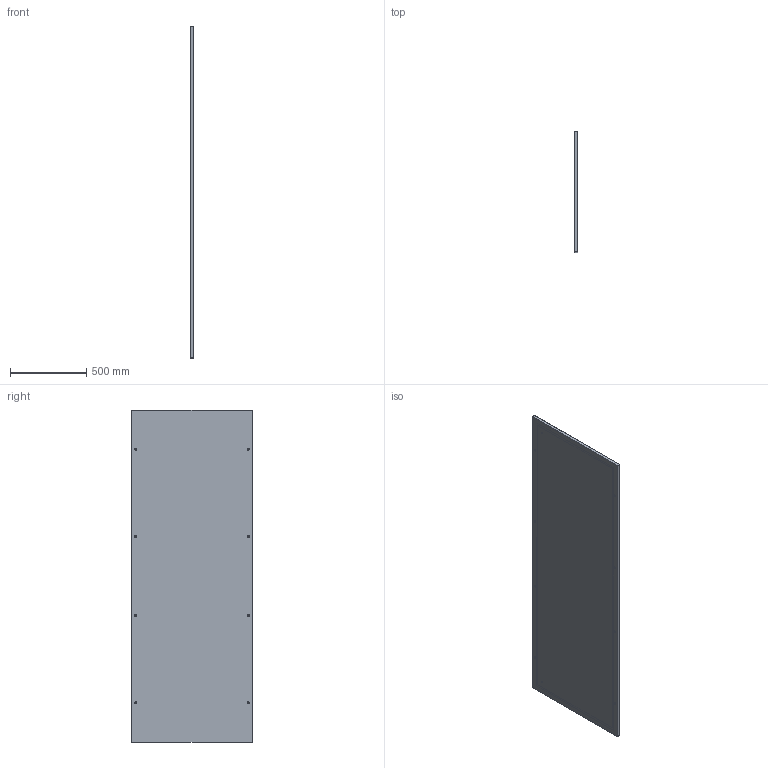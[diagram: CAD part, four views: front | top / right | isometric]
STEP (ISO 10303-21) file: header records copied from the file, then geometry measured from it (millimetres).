
FILE_DESCRIPTION (( 'STEP AP214' ), '1' );
FILE_NAME ('RPE228.STEP', '2025-05-15T18:33:43', ( '' ), ( '' ), 'SwSTEP 2.0', 'SolidWorks 2024', '' );
FILE_SCHEMA (( 'AUTOMOTIVE_DESIGN' ));
Length unit declared in the file: inch
Products named in the file (1): RPE228
Bounding box: 25.2 x 793 x 2184 mm (x, y, z)
Volume: 3238776.6 mm3; surface area: 3757687.2 mm2
Topology: 1 solids, 1 shells, 298 faces, 768 edges, 518 vertices
Faces by surface type: plane 144, cylinder 128, cone 10, sphere 8, torus 8
Full cylindrical faces by diameter (mm): 6 x10, 7 x2, 9 x8, 14 x8
Entity records: 8715 total; most frequent: DIRECTION 1562, CARTESIAN_POINT 1495, ORIENTED_EDGE 1388, EDGE_CURVE 694, AXIS2_PLACEMENT_3D 573, VERTEX_POINT 490, VECTOR 416, LINE 416
